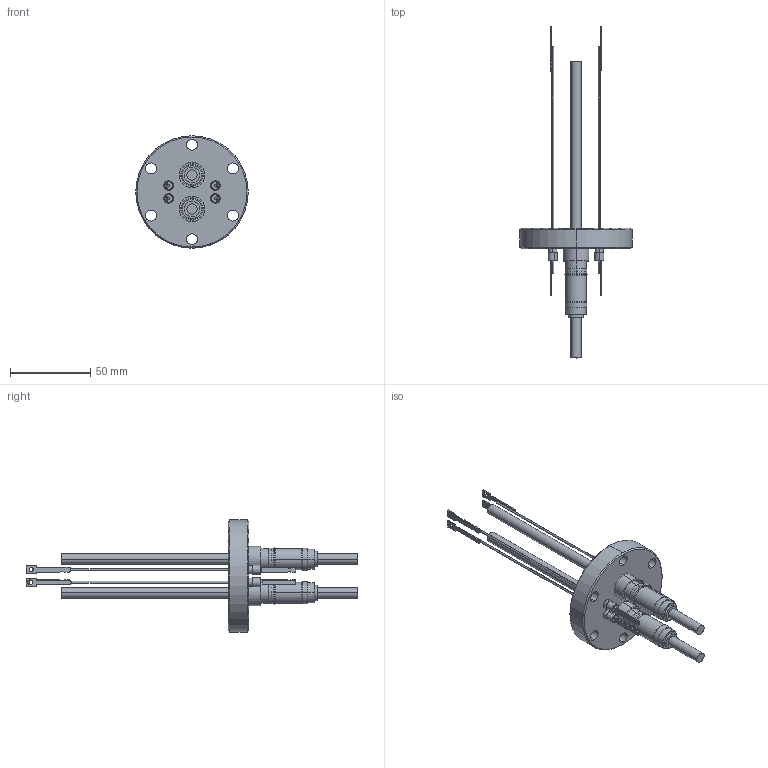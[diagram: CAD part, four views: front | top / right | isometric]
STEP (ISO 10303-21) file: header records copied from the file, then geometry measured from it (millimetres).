
FILE_DESCRIPTION (( 'STEP AP203' ), '1' );
FILE_NAME ('A0798-1-CF.STEP', '2013-04-17T11:06:58', ( '' ), ( '' ), 'SwSTEP 2.0', 'SolidWorks 2012', '' );
FILE_SCHEMA (( 'CONFIG_CONTROL_DESIGN' ));
Length unit declared in the file: inch
Products named in the file (1): A0798-1-CF
Bounding box: 69.85 x 206.21 x 69.85 mm (x, y, z)
Volume: 63550.1 mm3; surface area: 29234.8 mm2
Topology: 5 solids, 7 shells, 407 faces, 938 edges, 604 vertices
Faces by surface type: cylinder 202, plane 143, cone 50, torus 12
Entity records: 11781 total; most frequent: DIRECTION 2240, CARTESIAN_POINT 1950, ORIENTED_EDGE 1876, EDGE_CURVE 938, AXIS2_PLACEMENT_3D 894, VERTEX_POINT 604, EDGE_LOOP 490, CIRCLE 486
